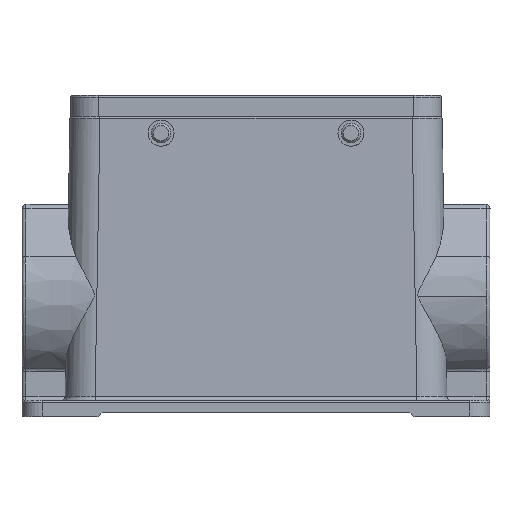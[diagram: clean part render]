
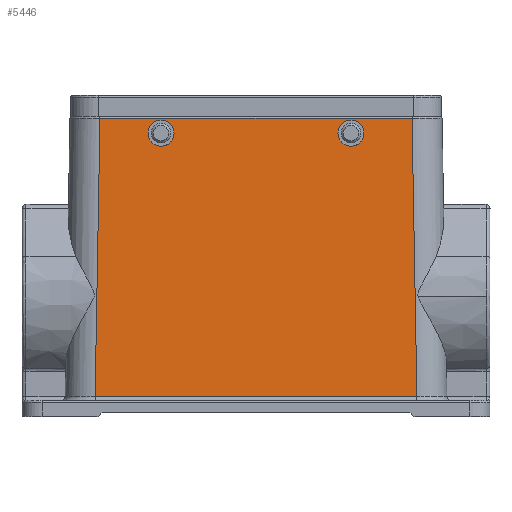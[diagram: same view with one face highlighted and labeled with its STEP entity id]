
A CAD part, top view. The second image highlights one B-rep face of the part: STEP entity #5446.
In plain terms, the highlighted planar face has unit normal (0, 0.018, 1).
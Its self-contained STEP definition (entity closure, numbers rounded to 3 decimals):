
#754 = VECTOR ( 'NONE', #1444, 1000. ) ;
#755 = VECTOR ( 'NONE', #1451, 1000. ) ;
#756 = VECTOR ( 'NONE', #1454, 1000. ) ;
#757 = VECTOR ( 'NONE', #1457, 1000. ) ;
#1141 =( BOUNDED_CURVE ( )  B_SPLINE_CURVE ( 3, ( #1222, #1223, #1224, #1225 ),
 .UNSPECIFIED., .F., .T. ) 
 B_SPLINE_CURVE_WITH_KNOTS ( ( 4, 4 ),
 ( 1.571, 4.712 ),
 .UNSPECIFIED. ) 
 CURVE ( )  GEOMETRIC_REPRESENTATION_ITEM ( )  RATIONAL_B_SPLINE_CURVE ( ( 1., 0.333, 0.333, 1. ) ) 
 REPRESENTATION_ITEM ( '' )  );
#1151 =( BOUNDED_CURVE ( )  B_SPLINE_CURVE ( 3, ( #1445, #1446, #1447, #1448 ),
 .UNSPECIFIED., .F., .T. ) 
 B_SPLINE_CURVE_WITH_KNOTS ( ( 4, 4 ),
 ( 4.712, 7.854 ),
 .UNSPECIFIED. ) 
 CURVE ( )  GEOMETRIC_REPRESENTATION_ITEM ( )  RATIONAL_B_SPLINE_CURVE ( ( 1., 0.333, 0.333, 1. ) ) 
 REPRESENTATION_ITEM ( '' )  );
#1152 =( BOUNDED_CURVE ( )  B_SPLINE_CURVE ( 3, ( #1458, #1459, #1460, #1461 ),
 .UNSPECIFIED., .F., .T. ) 
 B_SPLINE_CURVE_WITH_KNOTS ( ( 4, 4 ),
 ( 1.571, 4.712 ),
 .UNSPECIFIED. ) 
 CURVE ( )  GEOMETRIC_REPRESENTATION_ITEM ( )  RATIONAL_B_SPLINE_CURVE ( ( 1., 0.333, 0.333, 1. ) ) 
 REPRESENTATION_ITEM ( '' )  );
#1222 = CARTESIAN_POINT ( 'NONE',  ( 27., 46.8, 21.573 ) ) ;
#1223 = CARTESIAN_POINT ( 'NONE',  ( 27., 40.3, 21.687 ) ) ;
#1224 = CARTESIAN_POINT ( 'NONE',  ( 20.5, 40.3, 21.687 ) ) ;
#1225 = CARTESIAN_POINT ( 'NONE',  ( 20.5, 46.8, 21.573 ) ) ;
#1442 = LINE ( 'NONE', #1443, #754 ) ;
#1443 = CARTESIAN_POINT ( 'NONE',  ( -49.298, 50.509, 21.509 ) ) ;
#1444 = DIRECTION ( 'NONE',  ( -1., 0., 0. ) ) ;
#1445 = CARTESIAN_POINT ( 'NONE',  ( 20.5, 46.8, 21.573 ) ) ;
#1446 = CARTESIAN_POINT ( 'NONE',  ( 20.5, 53.3, 21.46 ) ) ;
#1447 = CARTESIAN_POINT ( 'NONE',  ( 27., 53.3, 21.46 ) ) ;
#1448 = CARTESIAN_POINT ( 'NONE',  ( 27., 46.8, 21.573 ) ) ;
#1449 = LINE ( 'NONE', #1450, #755 ) ;
#1450 = CARTESIAN_POINT ( 'NONE',  ( 40.223, -19.017, 22.722 ) ) ;
#1451 = DIRECTION ( 'NONE',  ( -0.017, 1., -0.017 ) ) ;
#1452 = LINE ( 'NONE', #1453, #756 ) ;
#1453 = CARTESIAN_POINT ( 'NONE',  ( -39.01, 50.509, 21.509 ) ) ;
#1454 = DIRECTION ( 'NONE',  ( -0.017, -1., 0.017 ) ) ;
#1455 = LINE ( 'NONE', #1456, #757 ) ;
#1456 = CARTESIAN_POINT ( 'NONE',  ( -49.298, -19.017, 22.722 ) ) ;
#1457 = DIRECTION ( 'NONE',  ( 1., 0., 0. ) ) ;
#1458 = CARTESIAN_POINT ( 'NONE',  ( -20.5, 46.8, 21.573 ) ) ;
#1459 = CARTESIAN_POINT ( 'NONE',  ( -20.5, 40.3, 21.687 ) ) ;
#1460 = CARTESIAN_POINT ( 'NONE',  ( -27., 40.3, 21.687 ) ) ;
#1461 = CARTESIAN_POINT ( 'NONE',  ( -27., 46.8, 21.573 ) ) ;
#2539 = CARTESIAN_POINT ( 'NONE',  ( 27., 46.8, 21.573 ) ) ;
#2543 = CARTESIAN_POINT ( 'NONE',  ( 20.5, 46.8, 21.573 ) ) ;
#2548 = CARTESIAN_POINT ( 'NONE',  ( -20.5, 46.8, 21.573 ) ) ;
#2591 = CARTESIAN_POINT ( 'NONE',  ( -27., 46.8, 21.573 ) ) ;
#3248 = EDGE_LOOP ( 'NONE', ( #5109, #5110 ) ) ;
#3249 = EDGE_LOOP ( 'NONE', ( #5111, #5113, #5112, #5114 ) ) ;
#3251 = EDGE_LOOP ( 'NONE', ( #5117, #5116 ) ) ;
#3896 = VERTEX_POINT ( 'NONE', #10876 ) ;
#3897 = VERTEX_POINT ( 'NONE', #10877 ) ;
#3899 = VERTEX_POINT ( 'NONE', #10879 ) ;
#3900 = VERTEX_POINT ( 'NONE', #10880 ) ;
#5109 = ORIENTED_EDGE ( 'NONE', *, *, #6244, .T. ) ;
#5110 = ORIENTED_EDGE ( 'NONE', *, *, #6303, .T. ) ;
#5111 = ORIENTED_EDGE ( 'NONE', *, *, #6304, .T. ) ;
#5112 = ORIENTED_EDGE ( 'NONE', *, *, #6305, .T. ) ;
#5113 = ORIENTED_EDGE ( 'NONE', *, *, #6302, .T. ) ;
#5114 = ORIENTED_EDGE ( 'NONE', *, *, #6306, .T. ) ;
#5116 = ORIENTED_EDGE ( 'NONE', *, *, #6307, .T. ) ;
#5117 = ORIENTED_EDGE ( 'NONE', *, *, #5517, .T. ) ;
#5446 = ADVANCED_FACE ( 'NONE', ( #8868, #8870, #8872 ), #11477, .T. ) ;
#5517 = EDGE_CURVE ( 'NONE', #11958, #11915, #8427, .T. ) ;
#6244 = EDGE_CURVE ( 'NONE', #6644, #6648, #1141, .T. ) ;
#6302 = EDGE_CURVE ( 'NONE', #3899, #3897, #1442, .T. ) ;
#6303 = EDGE_CURVE ( 'NONE', #6648, #6644, #1151, .T. ) ;
#6304 = EDGE_CURVE ( 'NONE', #3900, #3899, #1449, .T. ) ;
#6305 = EDGE_CURVE ( 'NONE', #3897, #3896, #1452, .T. ) ;
#6306 = EDGE_CURVE ( 'NONE', #3896, #3900, #1455, .T. ) ;
#6307 = EDGE_CURVE ( 'NONE', #11915, #11958, #1152, .T. ) ;
#6644 = VERTEX_POINT ( 'NONE', #2539 ) ;
#6648 = VERTEX_POINT ( 'NONE', #2543 ) ;
#8427 =( BOUNDED_CURVE ( )  B_SPLINE_CURVE ( 3, ( #12109, #12110, #12111, #12112 ),
 .UNSPECIFIED., .F., .T. ) 
 B_SPLINE_CURVE_WITH_KNOTS ( ( 4, 4 ),
 ( 4.712, 7.854 ),
 .UNSPECIFIED. ) 
 CURVE ( )  GEOMETRIC_REPRESENTATION_ITEM ( )  RATIONAL_B_SPLINE_CURVE ( ( 1., 0.333, 0.333, 1. ) ) 
 REPRESENTATION_ITEM ( '' )  );
#8868 = FACE_BOUND ( 'NONE', #3248, .T. ) ;
#8870 = FACE_OUTER_BOUND ( 'NONE', #3249, .T. ) ;
#8872 = FACE_BOUND ( 'NONE', #3251, .T. ) ;
#8874 = AXIS2_PLACEMENT_3D ( 'NONE', #11478, #11479, #11480 ) ;
#10876 = CARTESIAN_POINT ( 'NONE',  ( -40.223, -19.017, 22.722 ) ) ;
#10877 = CARTESIAN_POINT ( 'NONE',  ( -39.01, 50.509, 21.509 ) ) ;
#10879 = CARTESIAN_POINT ( 'NONE',  ( 39.01, 50.509, 21.509 ) ) ;
#10880 = CARTESIAN_POINT ( 'NONE',  ( 40.223, -19.017, 22.722 ) ) ;
#11477 = PLANE ( 'NONE',  #8874 ) ;
#11478 = CARTESIAN_POINT ( 'NONE',  ( -49.298, 51., 21.5 ) ) ;
#11479 = DIRECTION ( 'NONE',  ( 0., 0.017, 1. ) ) ;
#11480 = DIRECTION ( 'NONE',  ( 0., -1., 0.017 ) ) ;
#11915 = VERTEX_POINT ( 'NONE', #2548 ) ;
#11958 = VERTEX_POINT ( 'NONE', #2591 ) ;
#12109 = CARTESIAN_POINT ( 'NONE',  ( -27., 46.8, 21.573 ) ) ;
#12110 = CARTESIAN_POINT ( 'NONE',  ( -27., 53.3, 21.46 ) ) ;
#12111 = CARTESIAN_POINT ( 'NONE',  ( -20.5, 53.3, 21.46 ) ) ;
#12112 = CARTESIAN_POINT ( 'NONE',  ( -20.5, 46.8, 21.573 ) ) ;
